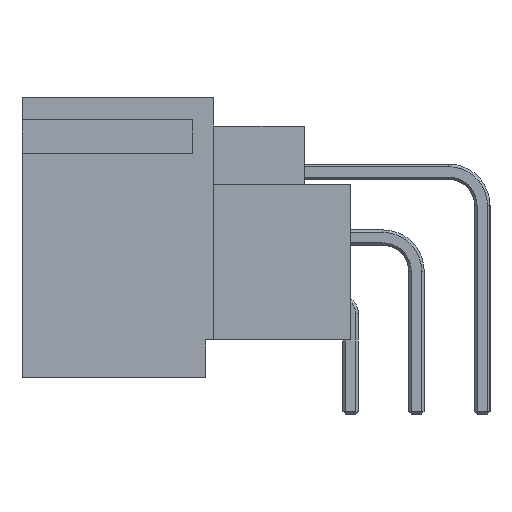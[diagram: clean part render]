
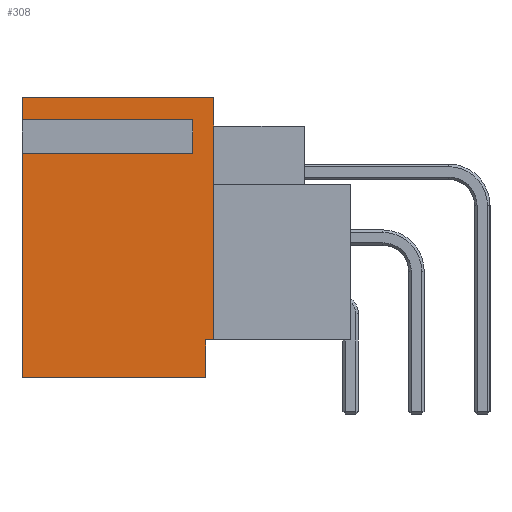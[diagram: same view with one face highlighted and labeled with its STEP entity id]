
A CAD part, left-side view. The second image highlights one B-rep face of the part: STEP entity #308.
In plain terms, the highlighted planar face has unit normal (-1, 0, 0).
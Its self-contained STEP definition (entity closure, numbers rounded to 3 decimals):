
#22=VERTEX_POINT('',#23);
#23=CARTESIAN_POINT('',(-4.38,5.29,9.35));
#31=EDGE_CURVE('',#32,#22,#34,.T.);
#32=VERTEX_POINT('',#33);
#33=CARTESIAN_POINT('',(-4.38,12.69,9.35));
#34=LINE('',#33,#35);
#35=VECTOR('',#36,1.);
#36=DIRECTION('',(0.,-1.,0.));
#72=ORIENTED_EDGE('',*,*,#73,.T.);
#73=EDGE_CURVE('',#22,#74,#76,.T.);
#74=VERTEX_POINT('',#75);
#75=CARTESIAN_POINT('',(-4.38,5.29,6.));
#76=LINE('',#23,#77);
#77=VECTOR('',#78,1.);
#78=DIRECTION('',(0.,0.,-1.));
#203=EDGE_CURVE('',#204,#206,#208,.T.);
#204=VERTEX_POINT('',#205);
#205=CARTESIAN_POINT('',(-4.38,12.69,-1.45));
#206=VERTEX_POINT('',#207);
#207=CARTESIAN_POINT('',(-4.38,12.69,7.2));
#208=LINE('',#205,#209);
#209=VECTOR('',#210,1.);
#210=DIRECTION('',(0.,0.,1.));
#236=EDGE_CURVE('',#237,#32,#208,.T.);
#237=VERTEX_POINT('',#238);
#238=CARTESIAN_POINT('',(-4.38,12.69,8.5));
#308=ADVANCED_FACE('',(#309),#354,.F.);
#309=FACE_BOUND('',#310,.F.);
#310=EDGE_LOOP('',(#311,#312,#72,#313,#317,#325,#331,#334,#335,#342,    #349));
#311=ORIENTED_EDGE('',*,*,#236,.T.);
#312=ORIENTED_EDGE('',*,*,#31,.T.);
#313=ORIENTED_EDGE('',*,*,#314,.T.);
#314=EDGE_CURVE('',#74,#315,#76,.T.);
#315=VERTEX_POINT('',#316);
#316=CARTESIAN_POINT('',(-4.38,5.29,0.));
#317=ORIENTED_EDGE('',*,*,#318,.T.);
#318=EDGE_CURVE('',#315,#319,#321,.T.);
#319=VERTEX_POINT('',#320);
#320=CARTESIAN_POINT('',(-4.38,5.59,0.));
#321=LINE('',#322,#323);
#322=CARTESIAN_POINT('',(-4.38,5.29,0.));
#323=VECTOR('',#324,1.);
#324=DIRECTION('',(0.,1.,0.));
#325=ORIENTED_EDGE('',*,*,#326,.T.);
#326=EDGE_CURVE('',#319,#327,#329,.T.);
#327=VERTEX_POINT('',#328);
#328=CARTESIAN_POINT('',(-4.38,5.59,-1.45));
#329=LINE('',#330,#77);
#330=CARTESIAN_POINT('',(-4.38,5.59,0.));
#331=ORIENTED_EDGE('',*,*,#332,.T.);
#332=EDGE_CURVE('',#327,#204,#333,.T.);
#333=LINE('',#328,#323);
#334=ORIENTED_EDGE('',*,*,#203,.T.);
#335=ORIENTED_EDGE('',*,*,#336,.F.);
#336=EDGE_CURVE('',#337,#206,#339,.T.);
#337=VERTEX_POINT('',#338);
#338=CARTESIAN_POINT('',(-4.38,6.09,7.2));
#339=LINE('',#338,#340);
#340=VECTOR('',#341,1.);
#341=DIRECTION('',(0.,1.,0.));
#342=ORIENTED_EDGE('',*,*,#343,.F.);
#343=EDGE_CURVE('',#344,#337,#346,.T.);
#344=VERTEX_POINT('',#345);
#345=CARTESIAN_POINT('',(-4.38,6.09,8.5));
#346=LINE('',#345,#347);
#347=VECTOR('',#348,1.);
#348=DIRECTION('',(0.,0.,-1.));
#349=ORIENTED_EDGE('',*,*,#350,.F.);
#350=EDGE_CURVE('',#237,#344,#351,.T.);
#351=LINE('',#238,#352);
#352=VECTOR('',#353,1.);
#353=DIRECTION('',(0.,-1.,0.));
#354=PLANE('',#355);
#355=AXIS2_PLACEMENT_3D('',#356,#357,#358);
#356=CARTESIAN_POINT('',(-4.38,9.002,3.962));
#357=DIRECTION('',(1.,0.,0.));
#358=DIRECTION('',(0.,0.,1.));
